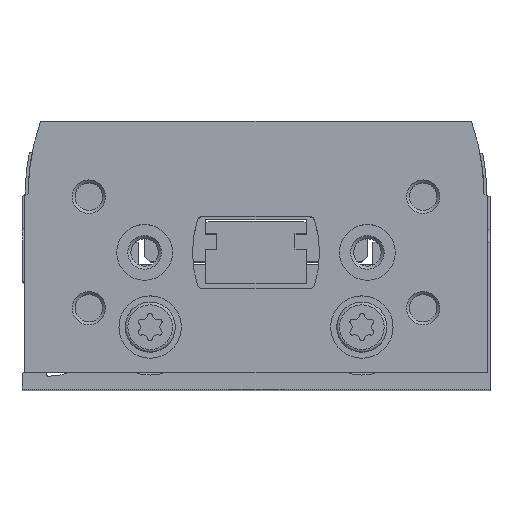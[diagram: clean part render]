
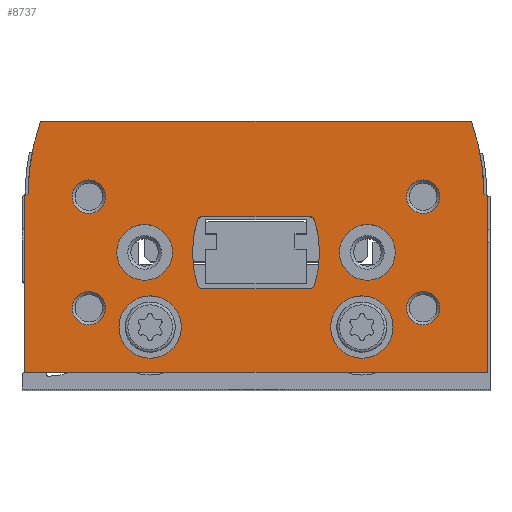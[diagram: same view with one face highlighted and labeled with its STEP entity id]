
A CAD part, top view. The second image highlights one B-rep face of the part: STEP entity #8737.
In plain terms, the highlighted planar face has unit normal (0, 0, 1).
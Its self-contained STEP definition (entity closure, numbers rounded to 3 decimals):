
#404=LINE('',#13531,#890);
#409=LINE('',#13541,#895);
#427=LINE('',#13587,#913);
#433=LINE('',#13599,#919);
#447=LINE('',#13672,#933);
#449=LINE('',#13675,#935);
#450=LINE('',#13705,#936);
#451=LINE('',#13725,#937);
#890=VECTOR('',#11111,1000.);
#895=VECTOR('',#11118,1000.);
#913=VECTOR('',#11154,1000.);
#919=VECTOR('',#11164,1000.);
#933=VECTOR('',#11220,1000.);
#935=VECTOR('',#11224,1000.);
#936=VECTOR('',#11255,1000.);
#937=VECTOR('',#11276,1000.);
#1191=PLANE('',#9482);
#2324=ORIENTED_EDGE('',*,*,#3875,.F.);
#2325=ORIENTED_EDGE('',*,*,#3876,.F.);
#2326=ORIENTED_EDGE('',*,*,#3877,.F.);
#2327=ORIENTED_EDGE('',*,*,#3878,.F.);
#2328=ORIENTED_EDGE('',*,*,#3879,.T.);
#2329=ORIENTED_EDGE('',*,*,#3880,.T.);
#2330=ORIENTED_EDGE('',*,*,#3881,.T.);
#2331=ORIENTED_EDGE('',*,*,#3882,.T.);
#2332=ORIENTED_EDGE('',*,*,#3838,.F.);
#2333=ORIENTED_EDGE('',*,*,#3857,.F.);
#2334=ORIENTED_EDGE('',*,*,#3850,.F.);
#2335=ORIENTED_EDGE('',*,*,#3847,.F.);
#2336=ORIENTED_EDGE('',*,*,#3883,.F.);
#2337=ORIENTED_EDGE('',*,*,#3884,.F.);
#2338=ORIENTED_EDGE('',*,*,#3885,.F.);
#2339=ORIENTED_EDGE('',*,*,#3841,.F.);
#2340=ORIENTED_EDGE('',*,*,#3825,.T.);
#2341=ORIENTED_EDGE('',*,*,#3819,.T.);
#2342=ORIENTED_EDGE('',*,*,#3859,.T.);
#2343=ORIENTED_EDGE('',*,*,#3790,.T.);
#2344=ORIENTED_EDGE('',*,*,#3795,.T.);
#2345=ORIENTED_EDGE('',*,*,#3799,.T.);
#2346=ORIENTED_EDGE('',*,*,#3874,.T.);
#2347=ORIENTED_EDGE('',*,*,#3831,.T.);
#3790=EDGE_CURVE('',#4664,#4663,#404,.T.);
#3795=EDGE_CURVE('',#4663,#4667,#409,.T.);
#3799=EDGE_CURVE('',#4667,#4669,#5213,.T.);
#3819=EDGE_CURVE('',#4684,#4686,#427,.T.);
#3825=EDGE_CURVE('',#4690,#4684,#433,.T.);
#3831=EDGE_CURVE('',#4695,#4690,#5219,.T.);
#3838=EDGE_CURVE('',#4699,#4700,#5222,.T.);
#3841=EDGE_CURVE('',#4700,#4701,#5223,.T.);
#3847=EDGE_CURVE('',#4705,#4706,#5226,.T.);
#3850=EDGE_CURVE('',#4706,#4708,#5227,.T.);
#3857=EDGE_CURVE('',#4708,#4699,#447,.T.);
#3859=EDGE_CURVE('',#4686,#4664,#449,.T.);
#3874=EDGE_CURVE('',#4669,#4695,#450,.T.);
#3875=EDGE_CURVE('',#4727,#4727,#5246,.T.);
#3876=EDGE_CURVE('',#4728,#4728,#5247,.T.);
#3877=EDGE_CURVE('',#4729,#4729,#5248,.T.);
#3878=EDGE_CURVE('',#4730,#4730,#5249,.T.);
#3879=EDGE_CURVE('',#4731,#4731,#5250,.T.);
#3880=EDGE_CURVE('',#4732,#4732,#5251,.T.);
#3881=EDGE_CURVE('',#4733,#4733,#5252,.T.);
#3882=EDGE_CURVE('',#4734,#4734,#5253,.T.);
#3883=EDGE_CURVE('',#4735,#4705,#5254,.T.);
#3884=EDGE_CURVE('',#4736,#4735,#451,.T.);
#3885=EDGE_CURVE('',#4701,#4736,#5255,.T.);
#4663=VERTEX_POINT('',#13530);
#4664=VERTEX_POINT('',#13532);
#4667=VERTEX_POINT('',#13540);
#4669=VERTEX_POINT('',#13547);
#4684=VERTEX_POINT('',#13581);
#4686=VERTEX_POINT('',#13586);
#4690=VERTEX_POINT('',#13597);
#4695=VERTEX_POINT('',#13612);
#4699=VERTEX_POINT('',#13626);
#4700=VERTEX_POINT('',#13628);
#4701=VERTEX_POINT('',#13636);
#4705=VERTEX_POINT('',#13649);
#4706=VERTEX_POINT('',#13651);
#4708=VERTEX_POINT('',#13660);
#4727=VERTEX_POINT('',#13708);
#4728=VERTEX_POINT('',#13710);
#4729=VERTEX_POINT('',#13712);
#4730=VERTEX_POINT('',#13714);
#4731=VERTEX_POINT('',#13716);
#4732=VERTEX_POINT('',#13718);
#4733=VERTEX_POINT('',#13720);
#4734=VERTEX_POINT('',#13722);
#4735=VERTEX_POINT('',#13724);
#4736=VERTEX_POINT('',#13726);
#5213=CIRCLE('',#9436,19.5);
#5219=CIRCLE('',#9448,19.5);
#5222=CIRCLE('',#9452,0.5);
#5223=CIRCLE('',#9454,10.);
#5226=CIRCLE('',#9458,10.);
#5227=CIRCLE('',#9460,0.5);
#5246=CIRCLE('',#9483,2.8);
#5247=CIRCLE('',#9484,2.8);
#5248=CIRCLE('',#9485,2.5);
#5249=CIRCLE('',#9486,2.5);
#5250=CIRCLE('',#9487,1.5);
#5251=CIRCLE('',#9488,1.5);
#5252=CIRCLE('',#9489,1.5);
#5253=CIRCLE('',#9490,1.5);
#5254=CIRCLE('',#9491,0.5);
#5255=CIRCLE('',#9492,0.5);
#5797=EDGE_LOOP('',(#2324));
#5798=EDGE_LOOP('',(#2325));
#5799=EDGE_LOOP('',(#2326));
#5800=EDGE_LOOP('',(#2327));
#5801=EDGE_LOOP('',(#2328));
#5802=EDGE_LOOP('',(#2329));
#5803=EDGE_LOOP('',(#2330));
#5804=EDGE_LOOP('',(#2331));
#5805=EDGE_LOOP('',(#2332,#2333,#2334,#2335,#2336,#2337,#2338,#2339));
#5806=EDGE_LOOP('',(#2340,#2341,#2342,#2343,#2344,#2345,#2346,#2347));
#6479=FACE_BOUND('',#5797,.T.);
#6480=FACE_BOUND('',#5798,.T.);
#6481=FACE_BOUND('',#5799,.T.);
#6482=FACE_BOUND('',#5800,.T.);
#6483=FACE_BOUND('',#5801,.T.);
#6484=FACE_BOUND('',#5802,.T.);
#6485=FACE_BOUND('',#5803,.T.);
#6486=FACE_BOUND('',#5804,.T.);
#6487=FACE_BOUND('',#5805,.T.);
#6488=FACE_BOUND('',#5806,.T.);
#8737=ADVANCED_FACE('',(#6479,#6480,#6481,#6482,#6483,#6484,#6485,#6486,
#6487,#6488),#1191,.T.);
#9436=AXIS2_PLACEMENT_3D('',#13548,#11125,#11126);
#9448=AXIS2_PLACEMENT_3D('',#13611,#11175,#11176);
#9452=AXIS2_PLACEMENT_3D('',#13627,#11186,#11187);
#9454=AXIS2_PLACEMENT_3D('',#13635,#11191,#11192);
#9458=AXIS2_PLACEMENT_3D('',#13650,#11201,#11202);
#9460=AXIS2_PLACEMENT_3D('',#13659,#11206,#11207);
#9482=AXIS2_PLACEMENT_3D('',#13706,#11256,#11257);
#9483=AXIS2_PLACEMENT_3D('',#13707,#11258,#11259);
#9484=AXIS2_PLACEMENT_3D('',#13709,#11260,#11261);
#9485=AXIS2_PLACEMENT_3D('',#13711,#11262,#11263);
#9486=AXIS2_PLACEMENT_3D('',#13713,#11264,#11265);
#9487=AXIS2_PLACEMENT_3D('',#13715,#11266,#11267);
#9488=AXIS2_PLACEMENT_3D('',#13717,#11268,#11269);
#9489=AXIS2_PLACEMENT_3D('',#13719,#11270,#11271);
#9490=AXIS2_PLACEMENT_3D('',#13721,#11272,#11273);
#9491=AXIS2_PLACEMENT_3D('',#13723,#11274,#11275);
#9492=AXIS2_PLACEMENT_3D('',#13727,#11277,#11278);
#11111=DIRECTION('',(0.,1.,0.));
#11118=DIRECTION('',(-0.866,0.5,0.));
#11125=DIRECTION('',(0.,0.,1.));
#11126=DIRECTION('',(1.,0.,0.));
#11154=DIRECTION('',(0.,-1.,0.));
#11164=DIRECTION('',(-0.866,-0.5,0.));
#11175=DIRECTION('',(0.,0.,1.));
#11176=DIRECTION('',(1.,0.,0.));
#11186=DIRECTION('',(0.,0.,1.));
#11187=DIRECTION('',(1.,0.,0.));
#11191=DIRECTION('',(0.,0.,1.));
#11192=DIRECTION('',(1.,0.,0.));
#11201=DIRECTION('',(0.,0.,1.));
#11202=DIRECTION('',(1.,0.,0.));
#11206=DIRECTION('',(0.,0.,1.));
#11207=DIRECTION('',(1.,0.,0.));
#11220=DIRECTION('',(-1.,0.,0.));
#11224=DIRECTION('',(1.,0.,0.));
#11255=DIRECTION('',(-1.,0.,0.));
#11256=DIRECTION('',(0.,0.,1.));
#11257=DIRECTION('',(1.,0.,0.));
#11258=DIRECTION('',(0.,0.,1.));
#11259=DIRECTION('',(1.,0.,0.));
#11260=DIRECTION('',(0.,0.,1.));
#11261=DIRECTION('',(1.,0.,0.));
#11262=DIRECTION('',(0.,0.,1.));
#11263=DIRECTION('',(1.,0.,0.));
#11264=DIRECTION('',(0.,0.,1.));
#11265=DIRECTION('',(1.,0.,0.));
#11266=DIRECTION('',(0.,0.,-1.));
#11267=DIRECTION('',(-1.,0.,0.));
#11268=DIRECTION('',(0.,0.,-1.));
#11269=DIRECTION('',(-1.,0.,0.));
#11270=DIRECTION('',(0.,0.,-1.));
#11271=DIRECTION('',(-1.,0.,0.));
#11272=DIRECTION('',(0.,0.,-1.));
#11273=DIRECTION('',(-1.,0.,0.));
#11274=DIRECTION('',(0.,0.,1.));
#11275=DIRECTION('',(1.,0.,0.));
#11276=DIRECTION('',(1.,0.,0.));
#11277=DIRECTION('',(0.,0.,1.));
#11278=DIRECTION('',(1.,0.,0.));
#13530=CARTESIAN_POINT('',(20.75,15.827,0.));
#13531=CARTESIAN_POINT('',(20.75,0.,0.));
#13532=CARTESIAN_POINT('',(20.75,0.,0.));
#13540=CARTESIAN_POINT('',(20.45,16.,0.));
#13541=CARTESIAN_POINT('',(20.75,15.827,0.));
#13547=CARTESIAN_POINT('',(19.335,22.5,0.));
#13548=CARTESIAN_POINT('',(0.95,16.,0.));
#13581=CARTESIAN_POINT('',(-20.75,15.827,0.));
#13586=CARTESIAN_POINT('',(-20.75,0.,0.));
#13587=CARTESIAN_POINT('',(-20.75,15.827,0.));
#13597=CARTESIAN_POINT('',(-20.45,16.,0.));
#13599=CARTESIAN_POINT('',(-20.45,16.,0.));
#13611=CARTESIAN_POINT('',(-0.95,16.,0.));
#13612=CARTESIAN_POINT('',(-19.335,22.5,0.));
#13626=CARTESIAN_POINT('',(-4.793,14.,0.));
#13627=CARTESIAN_POINT('',(-4.793,13.5,0.));
#13628=CARTESIAN_POINT('',(-5.272,13.645,0.));
#13635=CARTESIAN_POINT('',(4.3,10.75,0.));
#13636=CARTESIAN_POINT('',(-5.272,7.855,0.));
#13649=CARTESIAN_POINT('',(5.272,7.855,0.));
#13650=CARTESIAN_POINT('',(-4.3,10.75,0.));
#13651=CARTESIAN_POINT('',(5.272,13.645,0.));
#13659=CARTESIAN_POINT('',(4.793,13.5,0.));
#13660=CARTESIAN_POINT('',(4.793,14.,0.));
#13672=CARTESIAN_POINT('',(4.793,14.,0.));
#13675=CARTESIAN_POINT('',(-20.75,0.,0.));
#13705=CARTESIAN_POINT('',(19.335,22.5,0.));
#13706=CARTESIAN_POINT('',(0.95,16.,0.));
#13707=CARTESIAN_POINT('',(-9.5,4.05,0.));
#13708=CARTESIAN_POINT('',(-6.7,4.05,0.));
#13709=CARTESIAN_POINT('',(9.5,4.05,0.));
#13710=CARTESIAN_POINT('',(12.3,4.05,0.));
#13711=CARTESIAN_POINT('',(-10.,10.75,0.));
#13712=CARTESIAN_POINT('',(-7.5,10.75,0.));
#13713=CARTESIAN_POINT('',(10.,10.75,0.));
#13714=CARTESIAN_POINT('',(12.5,10.75,0.));
#13715=CARTESIAN_POINT('',(15.,5.75,0.));
#13716=CARTESIAN_POINT('',(13.5,5.75,0.));
#13717=CARTESIAN_POINT('',(-15.,5.75,0.));
#13718=CARTESIAN_POINT('',(-16.5,5.75,0.));
#13719=CARTESIAN_POINT('',(-15.,15.75,0.));
#13720=CARTESIAN_POINT('',(-16.5,15.75,0.));
#13721=CARTESIAN_POINT('',(15.,15.75,0.));
#13722=CARTESIAN_POINT('',(13.5,15.75,0.));
#13723=CARTESIAN_POINT('',(4.793,8.,0.));
#13724=CARTESIAN_POINT('',(4.793,7.5,0.));
#13725=CARTESIAN_POINT('',(-4.793,7.5,0.));
#13726=CARTESIAN_POINT('',(-4.793,7.5,0.));
#13727=CARTESIAN_POINT('',(-4.793,8.,0.));
